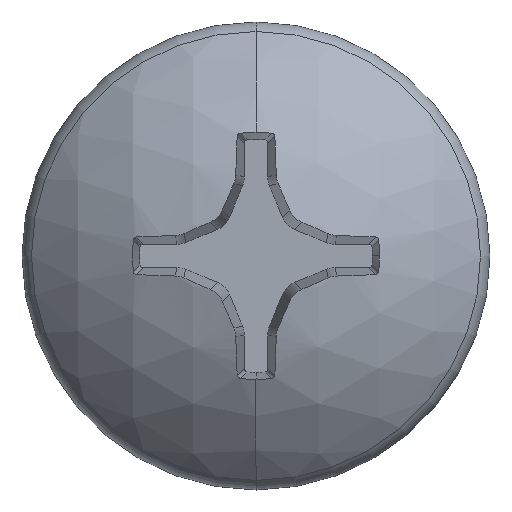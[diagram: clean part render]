
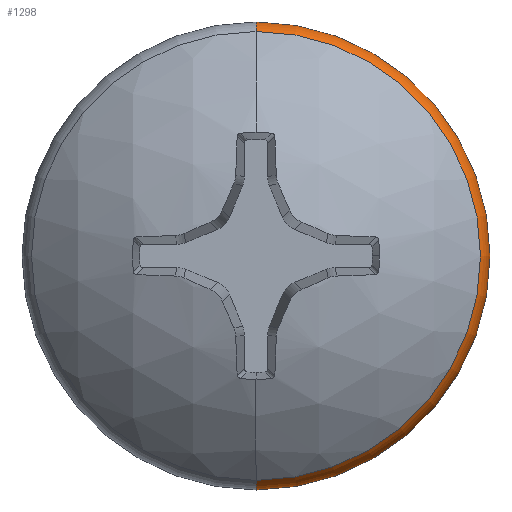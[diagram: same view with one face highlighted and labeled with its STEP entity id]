
A CAD part, top view. The second image highlights one B-rep face of the part: STEP entity #1298.
In plain terms, the highlighted toroidal (fillet/blend) face has major radius 3.435 mm and minor radius 0.654 mm.
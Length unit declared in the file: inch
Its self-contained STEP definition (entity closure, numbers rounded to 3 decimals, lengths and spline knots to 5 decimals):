
#230 = ORIENTED_EDGE ( 'NONE', *, *, #2997, .F. ) ;
#244 = CARTESIAN_POINT ( 'NONE',  ( 0., 0., 0.20717 ) ) ;
#248 = DIRECTION ( 'NONE',  ( 1., 0., 0. ) ) ;
#302 = VERTEX_POINT ( 'NONE', #2353 ) ;
#406 = EDGE_CURVE ( 'NONE', #302, #5830, #5773, .T. ) ;
#529 = CIRCLE ( 'NONE', #5312, 0.15444 ) ;
#608 = CARTESIAN_POINT ( 'NONE',  ( 0., 0.13524, 0.19 ) ) ;
#701 = ORIENTED_EDGE ( 'NONE', *, *, #406, .T. ) ;
#720 = DIRECTION ( 'NONE',  ( -1., 0., 0. ) ) ;
#754 = CIRCLE ( 'NONE', #5807, 0.161 ) ;
#1031 = DIRECTION ( 'NONE',  ( 0., -1., 0. ) ) ;
#1298 = ADVANCED_FACE ( 'NONE', ( #4353 ), #3116, .T. ) ;
#1432 = EDGE_CURVE ( 'NONE', #3706, #5830, #529, .T. ) ;
#1480 = DIRECTION ( 'NONE',  ( 0., 0., 1. ) ) ;
#1661 = VERTEX_POINT ( 'NONE', #5158 ) ;
#1677 = EDGE_CURVE ( 'NONE', #1661, #302, #754, .T. ) ;
#1840 = CARTESIAN_POINT ( 'NONE',  ( 0., 0.15444, 0.20717 ) ) ;
#2353 = CARTESIAN_POINT ( 'NONE',  ( 0., 0.161, 0.19 ) ) ;
#2505 = CARTESIAN_POINT ( 'NONE',  ( 0., 0., 0.19 ) ) ;
#2997 = EDGE_CURVE ( 'NONE', #1661, #3706, #3365, .T. ) ;
#3104 = ORIENTED_EDGE ( 'NONE', *, *, #1677, .T. ) ;
#3116 = TOROIDAL_SURFACE ( 'NONE', #4261, 0.13524, 0.02576 ) ;
#3365 = CIRCLE ( 'NONE', #5168, 0.02576 ) ;
#3396 = DIRECTION ( 'NONE',  ( 0., -1., 0. ) ) ;
#3459 = CARTESIAN_POINT ( 'NONE',  ( 0., -0.13524, 0.19 ) ) ;
#3706 = VERTEX_POINT ( 'NONE', #3976 ) ;
#3717 = AXIS2_PLACEMENT_3D ( 'NONE', #608, #248, #5608 ) ;
#3786 = EDGE_LOOP ( 'NONE', ( #3104, #701, #4896, #230 ) ) ;
#3787 = CARTESIAN_POINT ( 'NONE',  ( 0., 0., 0.19 ) ) ;
#3976 = CARTESIAN_POINT ( 'NONE',  ( 0., -0.15444, 0.20717 ) ) ;
#4261 = AXIS2_PLACEMENT_3D ( 'NONE', #3787, #1480, #1031 ) ;
#4353 = FACE_OUTER_BOUND ( 'NONE', #3786, .T. ) ;
#4410 = DIRECTION ( 'NONE',  ( 0., -1., 0. ) ) ;
#4896 = ORIENTED_EDGE ( 'NONE', *, *, #1432, .F. ) ;
#5158 = CARTESIAN_POINT ( 'NONE',  ( 0., -0.161, 0.19 ) ) ;
#5168 = AXIS2_PLACEMENT_3D ( 'NONE', #3459, #720, #5308 ) ;
#5308 = DIRECTION ( 'NONE',  ( 0., 0., 1. ) ) ;
#5312 = AXIS2_PLACEMENT_3D ( 'NONE', #244, #5725, #4410 ) ;
#5608 = DIRECTION ( 'NONE',  ( 0., 1., 0. ) ) ;
#5700 = DIRECTION ( 'NONE',  ( 0., 0., 1. ) ) ;
#5725 = DIRECTION ( 'NONE',  ( 0., 0., 1. ) ) ;
#5773 = CIRCLE ( 'NONE', #3717, 0.02576 ) ;
#5807 = AXIS2_PLACEMENT_3D ( 'NONE', #2505, #5700, #3396 ) ;
#5830 = VERTEX_POINT ( 'NONE', #1840 ) ;
